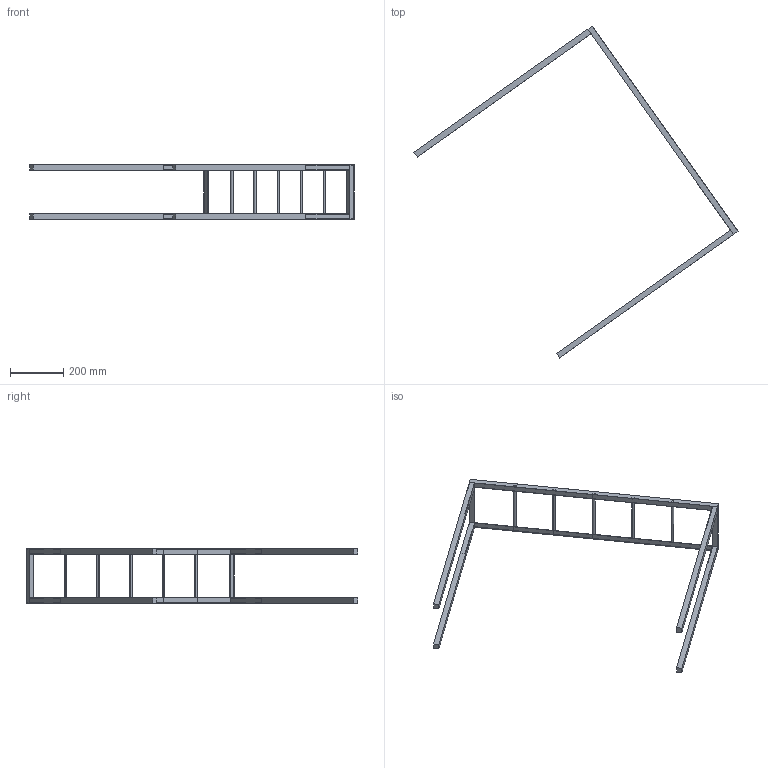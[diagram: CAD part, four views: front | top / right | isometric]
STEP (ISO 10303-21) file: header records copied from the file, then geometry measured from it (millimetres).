
FILE_DESCRIPTION (( 'STEP AP214' ), '1' );
FILE_NAME ('varal.STEP', '2021-09-06T16:38:49', ( '' ), ( '' ), 'SwSTEP 2.0', 'SolidWorks 2018', '' );
FILE_SCHEMA (( 'AUTOMOTIVE_DESIGN' ));
Length unit declared in the file: millimetre
Products named in the file (4): varal; Quadrado_varal; pe_varal; cilindro_varal
Assembly tree (10 placements, depth 2):
  varal
    cilindro_varal  x5
    pe_varal  x4
    Quadrado_varal
Bounding box: 1215.06 x 1244.41 x 204 mm (x, y, z)
Volume: 1324747.8 mm3; surface area: 522473.3 mm2
Topology: 10 solids, 10 shells, 79 faces, 162 edges, 108 vertices
Faces by surface type: plane 69, cylinder 10
Entity records: 1028 total; most frequent: DIRECTION 156, CARTESIAN_POINT 153, ORIENTED_EDGE 132, EDGE_CURVE 66, LINE 62, VECTOR 62, AXIS2_PLACEMENT_3D 47, VERTEX_POINT 44
